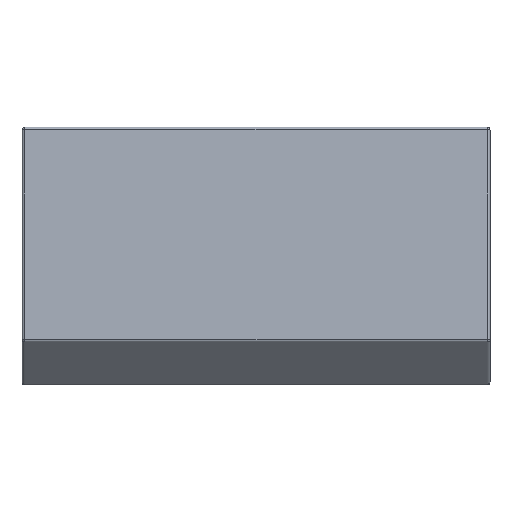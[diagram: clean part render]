
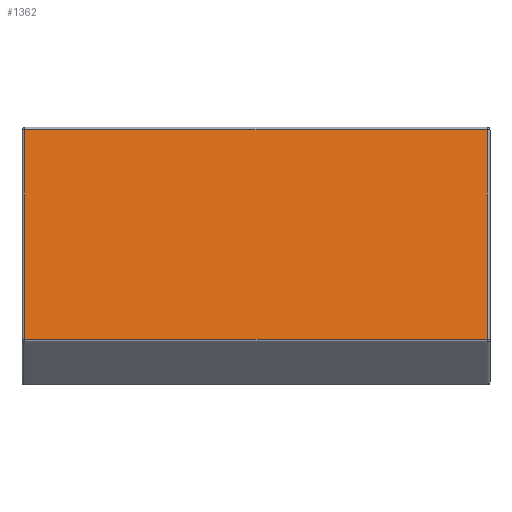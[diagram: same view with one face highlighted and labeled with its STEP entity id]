
A CAD part, top view. The second image highlights one B-rep face of the part: STEP entity #1362.
In plain terms, the highlighted planar face has unit normal (0, 0.104, 0.995).
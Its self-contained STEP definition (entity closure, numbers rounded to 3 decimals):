
#201=PLANE('',#4228);
#365=FACE_OUTER_BOUND('',#1817,.T.);
#706=LINE('',#6415,#1076);
#707=LINE('',#6418,#1077);
#708=LINE('',#6420,#1078);
#709=LINE('',#6422,#1079);
#1076=VECTOR('',#5064,1.);
#1077=VECTOR('',#5065,1.);
#1078=VECTOR('',#5066,1.);
#1079=VECTOR('',#5067,1.);
#1362=ADVANCED_FACE('',(#365),#201,.T.);
#1817=EDGE_LOOP('',(#2661,#2662,#2663,#2664));
#2661=ORIENTED_EDGE('',*,*,#3755,.T.);
#2662=ORIENTED_EDGE('',*,*,#3756,.T.);
#2663=ORIENTED_EDGE('',*,*,#3757,.T.);
#2664=ORIENTED_EDGE('',*,*,#3758,.T.);
#3281=VERTEX_POINT('',#6416);
#3282=VERTEX_POINT('',#6417);
#3283=VERTEX_POINT('',#6419);
#3284=VERTEX_POINT('',#6421);
#3755=EDGE_CURVE('',#3281,#3282,#706,.T.);
#3756=EDGE_CURVE('',#3282,#3283,#707,.T.);
#3757=EDGE_CURVE('',#3283,#3284,#708,.T.);
#3758=EDGE_CURVE('',#3284,#3281,#709,.T.);
#4228=AXIS2_PLACEMENT_3D('',#6423,#5068,#5069);
#5064=DIRECTION('',(0.,0.995,-0.105));
#5065=DIRECTION('',(-1.,0.,0.));
#5066=DIRECTION('',(0.,-0.995,0.105));
#5067=DIRECTION('',(1.,0.,0.));
#5068=DIRECTION('',(0.,0.105,0.995));
#5069=DIRECTION('',(0.,0.995,-0.105));
#6415=CARTESIAN_POINT('',(246.8,139.25,24.4));
#6416=CARTESIAN_POINT('',(246.8,-87.692,48.253));
#6417=CARTESIAN_POINT('',(246.8,136.384,24.701));
#6418=CARTESIAN_POINT('',(-250.,136.384,24.701));
#6419=CARTESIAN_POINT('',(-246.8,136.384,24.701));
#6420=CARTESIAN_POINT('',(-246.8,-87.524,48.235));
#6421=CARTESIAN_POINT('',(-246.8,-87.692,48.253));
#6422=CARTESIAN_POINT('',(250.,-87.692,48.253));
#6423=CARTESIAN_POINT('',(-4700.,139.25,24.4));
